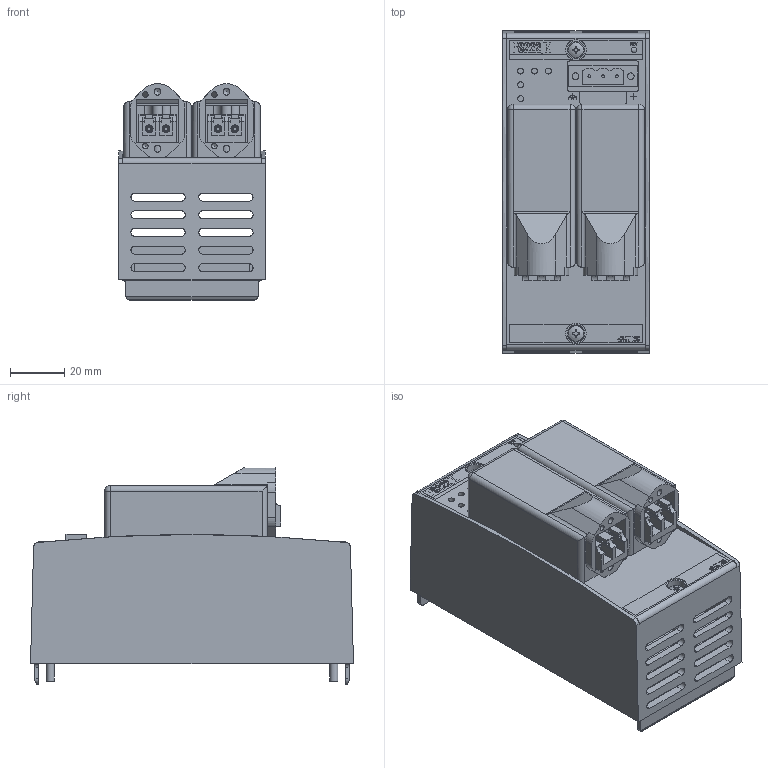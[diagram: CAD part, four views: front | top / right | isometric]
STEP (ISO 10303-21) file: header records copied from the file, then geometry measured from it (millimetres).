
FILE_DESCRIPTION(/* description */ (''),/* implementation_level */ '2;1');
FILE_NAME(/* name */ 'FS222_N.stp',/* time_stamp */ '2021-03-09T16:32:21+01:00',/* author */ ('lule'),/* organization */ ('2020 Bachmann electronic GmbH'),/* preprocessor_version */ 'ST-DEVELOPER v18.1',/* originating_system */ 'Autodesk Inventor 2021',/* authorisation */ '-');
FILE_SCHEMA (('AUTOMOTIVE_DESIGN { 1 0 10303 214 3 1 1 }'));
Length unit declared in the file: millimetre
Products named in the file (2): Baugruppe1; Bauteil1
Assembly tree (1 placements, depth 2):
  Baugruppe1
    Bauteil1
Bounding box: 54 x 119 x 79.8 mm (x, y, z)
Volume: 97009.2 mm3; surface area: 92730.8 mm2
Topology: 1 solids, 4 shells, 909 faces, 2520 edges, 1662 vertices
Faces by surface type: plane 559, cylinder 227, bspline 95, cone 22, sphere 6
Full cylindrical faces by diameter (mm): 1 x3, 1.25 x4, 2.01 x6, 2.08 x4, 2.1 x2, 2.2 x5, 2.46 x4, 2.5 x2, 2.7 x6, 2.92 x4, 3 x6, 3.5 x2, 6.6 x2, 7.6 x2
Entity records: 29587 total; most frequent: CARTESIAN_POINT 6337, ORIENTED_EDGE 5008, DIRECTION 4457, EDGE_CURVE 2504, LINE 1723, VECTOR 1723, VERTEX_POINT 1662, AXIS2_PLACEMENT_3D 1367
